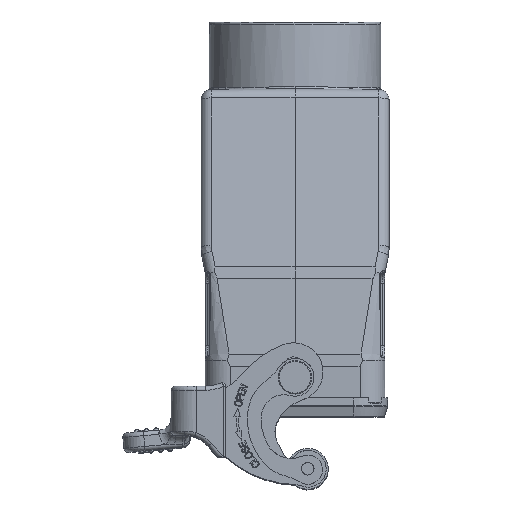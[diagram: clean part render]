
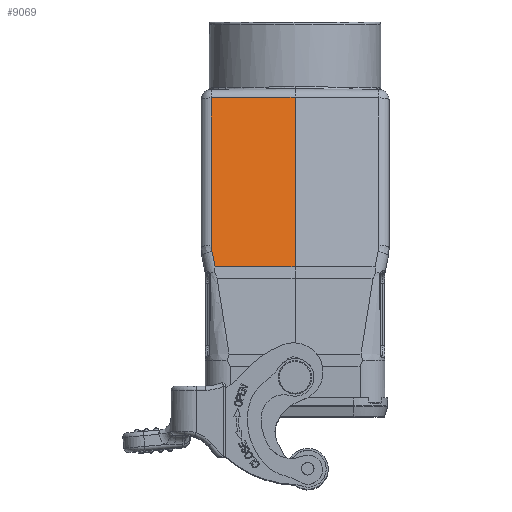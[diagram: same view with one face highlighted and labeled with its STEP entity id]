
A CAD part, top view. The second image highlights one B-rep face of the part: STEP entity #9069.
In plain terms, the highlighted planar face has unit normal (-0.009, 0.19, 0.982).
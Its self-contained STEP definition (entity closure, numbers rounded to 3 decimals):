
#1718=B_SPLINE_CURVE_WITH_KNOTS('',3,(#51813,#51814,#51815,#51816),
 .UNSPECIFIED.,.F.,.F.,(4,4),(0.,1.),.UNSPECIFIED.);
#7876=PLANE('',#33840);
#9069=ADVANCED_FACE('',(#11183),#7876,.T.);
#11183=FACE_OUTER_BOUND('',#12760,.T.);
#12760=EDGE_LOOP('',(#17615,#17616,#17617,#17618,#17619,#17620));
#17615=ORIENTED_EDGE('',*,*,#27038,.T.);
#17616=ORIENTED_EDGE('',*,*,#26759,.F.);
#17617=ORIENTED_EDGE('',*,*,#27039,.T.);
#17618=ORIENTED_EDGE('',*,*,#27040,.F.);
#17619=ORIENTED_EDGE('',*,*,#27041,.F.);
#17620=ORIENTED_EDGE('',*,*,#27042,.F.);
#23716=VERTEX_POINT('',#50956);
#23717=VERTEX_POINT('',#50960);
#23897=VERTEX_POINT('',#51804);
#23898=VERTEX_POINT('',#51812);
#23899=VERTEX_POINT('',#51817);
#23900=VERTEX_POINT('',#51819);
#26759=EDGE_CURVE('',#23716,#23717,#29934,.T.);
#27038=EDGE_CURVE('',#23897,#23717,#30137,.T.);
#27039=EDGE_CURVE('',#23716,#23898,#30138,.T.);
#27040=EDGE_CURVE('',#23899,#23898,#1718,.T.);
#27041=EDGE_CURVE('',#23900,#23899,#30139,.T.);
#27042=EDGE_CURVE('',#23897,#23900,#30140,.T.);
#29934=LINE('',#50959,#31658);
#30137=LINE('',#51809,#31864);
#30138=LINE('',#51811,#31865);
#30139=LINE('',#51818,#31866);
#30140=LINE('',#51820,#31867);
#31658=VECTOR('',#37233,1.);
#31864=VECTOR('',#37745,1.);
#31865=VECTOR('',#37748,1.);
#31866=VECTOR('',#37749,1.);
#31867=VECTOR('',#37750,1.);
#33840=AXIS2_PLACEMENT_3D('',#51821,#37751,#37752);
#37233=DIRECTION('',(1.,0.009,0.007));
#37745=DIRECTION('',(0.,0.982,-0.19));
#37748=DIRECTION('',(0.,-0.982,0.19));
#37749=DIRECTION('',(-0.193,0.963,-0.188));
#37750=DIRECTION('',(-1.,0.,-0.009));
#37751=DIRECTION('',(-0.009,0.19,0.982));
#37752=DIRECTION('',(0.,-0.982,0.19));
#50956=CARTESIAN_POINT('',(-20.022,19.215,36.497));
#50959=CARTESIAN_POINT('',(-20.022,19.215,36.497));
#50960=CARTESIAN_POINT('',(0.,19.39,36.641));
#51804=CARTESIAN_POINT('',(0.,-21.241,44.49));
#51809=CARTESIAN_POINT('',(0.,-21.241,44.49));
#51811=CARTESIAN_POINT('',(-20.022,19.215,36.497));
#51812=CARTESIAN_POINT('',(-20.022,-16.12,43.323));
#51813=CARTESIAN_POINT('',(-19.876,-17.591,43.609));
#51814=CARTESIAN_POINT('',(-19.973,-17.107,43.514));
#51815=CARTESIAN_POINT('',(-20.022,-16.614,43.419));
#51816=CARTESIAN_POINT('',(-20.022,-16.12,43.323));
#51817=CARTESIAN_POINT('',(-19.876,-17.591,43.609));
#51818=CARTESIAN_POINT('',(-19.146,-21.241,44.32));
#51819=CARTESIAN_POINT('',(-19.146,-21.241,44.32));
#51820=CARTESIAN_POINT('',(0.,-21.241,44.49));
#51821=CARTESIAN_POINT('',(-10.011,-0.942,40.48));
